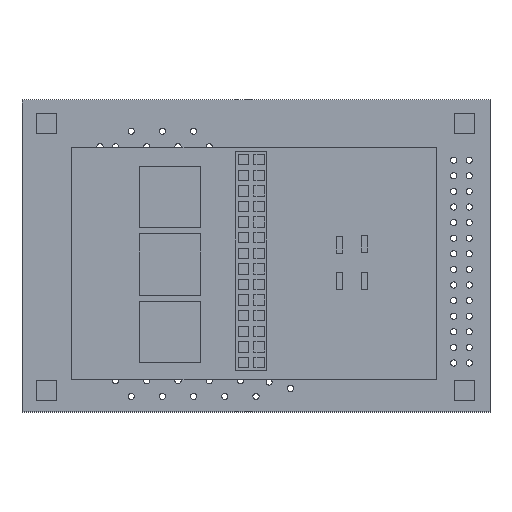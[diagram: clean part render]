
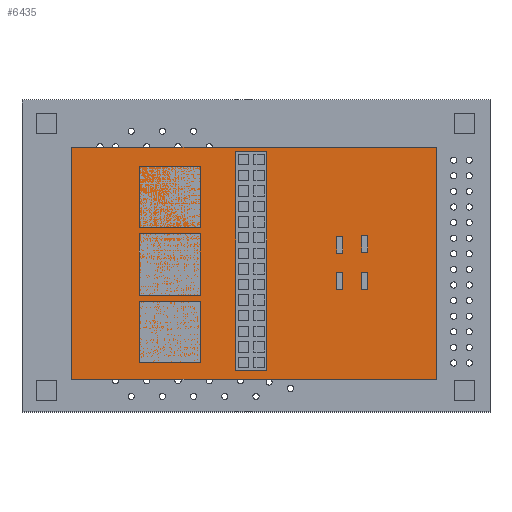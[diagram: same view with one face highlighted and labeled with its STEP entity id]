
A CAD part, top view. The second image highlights one B-rep face of the part: STEP entity #6435.
In plain terms, the highlighted planar face has unit normal (0, 0, 1).
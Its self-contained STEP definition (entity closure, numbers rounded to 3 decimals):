
#394=PLANE('',#7100);
#716=FACE_OUTER_BOUND('',#1290,.T.);
#1290=EDGE_LOOP('',(#5122,#5123,#5124,#5125));
#1712=LINE('',#10021,#2272);
#1715=LINE('',#10027,#2275);
#1718=LINE('',#10033,#2278);
#1721=LINE('',#10037,#2281);
#2272=VECTOR('',#8262,10.);
#2275=VECTOR('',#8267,10.);
#2278=VECTOR('',#8272,10.);
#2281=VECTOR('',#8277,10.);
#3212=VERTEX_POINT('',#10018);
#3213=VERTEX_POINT('',#10020);
#3215=VERTEX_POINT('',#10026);
#3217=VERTEX_POINT('',#10032);
#3896=EDGE_CURVE('',#3213,#3212,#1712,.T.);
#3899=EDGE_CURVE('',#3215,#3213,#1715,.T.);
#3902=EDGE_CURVE('',#3217,#3215,#1718,.T.);
#3905=EDGE_CURVE('',#3212,#3217,#1721,.T.);
#5122=ORIENTED_EDGE('',*,*,#3905,.T.);
#5123=ORIENTED_EDGE('',*,*,#3902,.T.);
#5124=ORIENTED_EDGE('',*,*,#3899,.T.);
#5125=ORIENTED_EDGE('',*,*,#3896,.T.);
#6435=ADVANCED_FACE('',(#716),#394,.T.);
#7100=AXIS2_PLACEMENT_3D('',#10038,#8278,#8279);
#8262=DIRECTION('',(-1.,0.,0.));
#8267=DIRECTION('',(0.,1.,0.));
#8272=DIRECTION('',(1.,0.,0.));
#8277=DIRECTION('',(0.,-1.,0.));
#8278=DIRECTION('center_axis',(0.,0.,1.));
#8279=DIRECTION('ref_axis',(1.,0.,0.));
#10018=CARTESIAN_POINT('',(-4.3,26.54,0.1));
#10020=CARTESIAN_POINT('',(55.1,26.54,0.1));
#10021=CARTESIAN_POINT('',(55.1,26.54,0.1));
#10026=CARTESIAN_POINT('',(55.1,-11.26,0.1));
#10027=CARTESIAN_POINT('',(55.1,-11.26,0.1));
#10032=CARTESIAN_POINT('',(-4.3,-11.26,0.1));
#10033=CARTESIAN_POINT('',(-4.3,-11.26,0.1));
#10037=CARTESIAN_POINT('',(-4.3,26.54,0.1));
#10038=CARTESIAN_POINT('Origin',(25.4,7.64,0.1));
